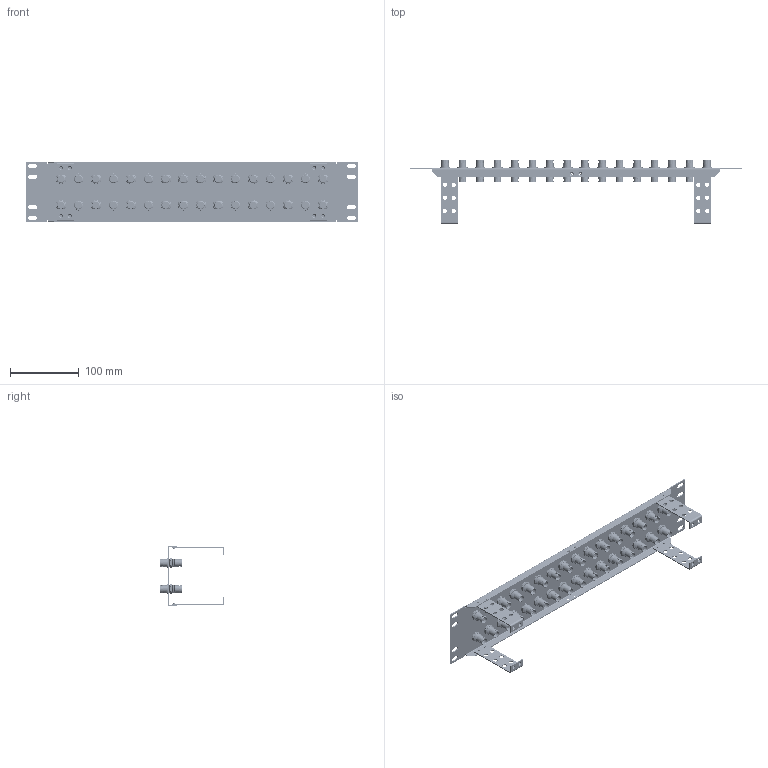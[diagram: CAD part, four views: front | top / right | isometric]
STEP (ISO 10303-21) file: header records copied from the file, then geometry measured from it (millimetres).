
FILE_DESCRIPTION (( 'STEP AP214' ), '1' );
FILE_NAME ('PR35B32CMB.STEP', '2017-05-25T14:50:18', ( 'L-Com' ), ( 'L-Com Global Connectivity' ), 'SwSTEP 2.0', 'SolidWorks 2014', '' );
FILE_SCHEMA (( 'AUTOMOTIVE_DESIGN' ));
Length unit declared in the file: inch
Products named in the file (9): BA1089; 3AA02-008; 3AA03-005; PR35-32CMB; flat head phillips_4-40 x .187 FLAT HEAD SCREW; PR-CMB-B175; PR35-32-MA1; PR35B32CMB
Assembly tree (49 placements, depth 3):
  PR35B32CMB
    PR35-32CMB
      PR35-32-MA1
      PR-CMB-B175  x4
      flat head phillips_4-40 x .187 FLAT HEAD SCREW  x8
    BA1089  x32
      BA1089
      3AA03-005
      3AA02-008
Bounding box: 482.6 x 93.34 x 88.49 mm (x, y, z)
Volume: 161869.5 mm3; surface area: 217396.5 mm2
Topology: 109 solids, 109 shells, 9497 faces, 24526 edges, 15724 vertices
Faces by surface type: plane 3477, cylinder 3172, cone 2360, bspline 360, torus 128
Entity records: 70258 total; most frequent: CARTESIAN_POINT 26922, ORIENTED_EDGE 7084, DIRECTION 5273, EDGE_CURVE 3542, VERTEX_POINT 2326, VECTOR 2251, LINE 2251, EDGE_LOOP 1552
